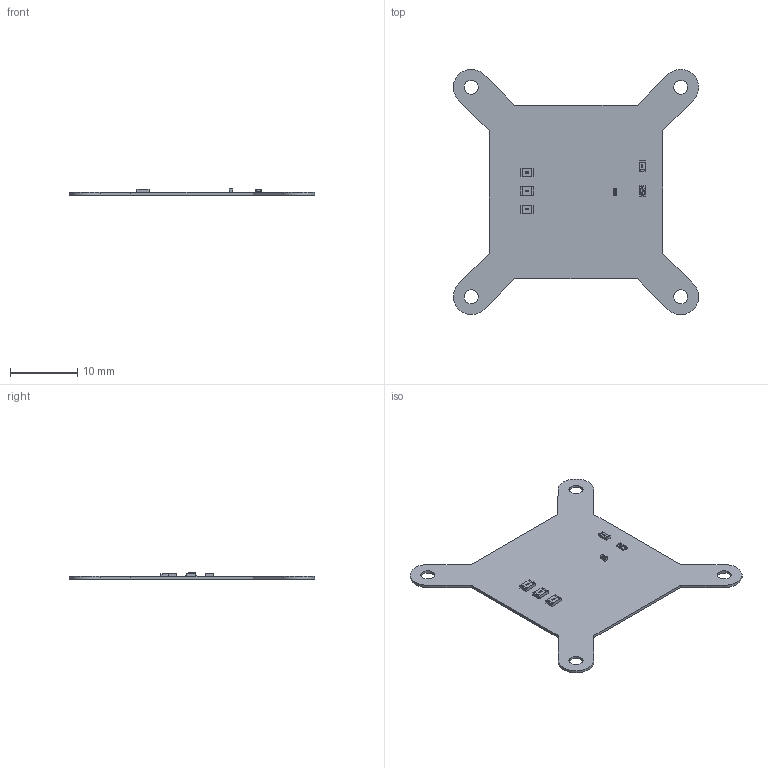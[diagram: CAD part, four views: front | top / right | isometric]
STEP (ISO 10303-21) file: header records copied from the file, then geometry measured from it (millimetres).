
FILE_DESCRIPTION(('Open CASCADE Model'),'2;1');
FILE_NAME('Open CASCADE Shape Model','2024-03-15T23:26:25',('Author'),( 'Open CASCADE'),'Open CASCADE STEP processor 6.8','Open CASCADE 6.8' ,'Unknown');
FILE_SCHEMA(('AUTOMOTIVE_DESIGN { 1 0 10303 214 1 1 1 1 }'));
Length unit declared in the file: millimetre
Products named in the file (20): PCB; Board; R4; R_0805; LOGO?; R3; R2; R1; R_0603; LED1; LED_0603-G; C1; C_0402
Assembly tree (21 placements, depth 4):
  PCB
    Board
    R4
      R_0805
        R_0805
        LOGO?
    R3
      R_0805
        R_0805
        LOGO?
    R2
      R_0805
        R_0805
        LOGO?
    R1
      R_0603
        R_0603
        LOGO?
    LED1
      LED_0603-G
        LOGO?
        LED_0603-G
    C1
      C_0402
        LOGO?
        C_0402
Bounding box: 36.43 x 36.43 x 0.94 mm (x, y, z)
Volume: 336.1 mm3; surface area: 1743.2 mm2
Topology: 105 solids, 105 shells, 1176 faces, 2759 edges, 1826 vertices
Faces by surface type: plane 673, bspline 366, cylinder 129, sphere 8
Full cylindrical faces by diameter (mm): 2.098 x4
Entity records: 35085 total; most frequent: CARTESIAN_POINT 13672, ORIENTED_EDGE 3642, DIRECTION 2717, EDGE_CURVE 1821, VERTEX_POINT 1206, LINE 1173, VECTOR 1173, FACE_BOUND 865
